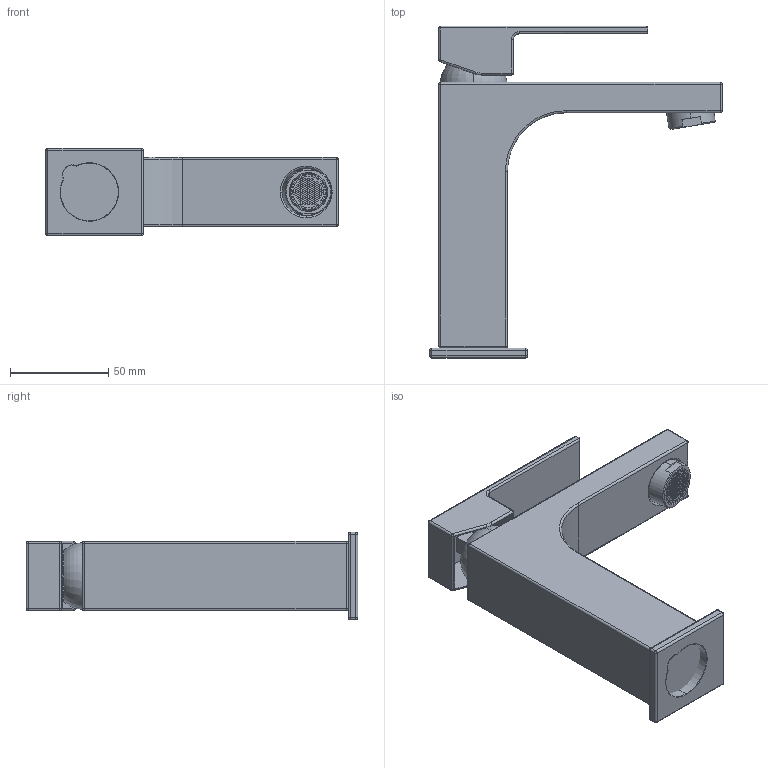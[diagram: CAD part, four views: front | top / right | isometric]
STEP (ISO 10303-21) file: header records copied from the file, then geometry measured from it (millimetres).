
FILE_DESCRIPTION (( 'STEP AP214' ), '1' );
FILE_NAME ('0002003205.STEP', '2023-06-01T11:20:42', ( '' ), ( '' ), 'SwSTEP 2.0', 'SolidWorks 2018', '' );
FILE_SCHEMA (( 'AUTOMOTIVE_DESIGN' ));
Length unit declared in the file: millimetre
Products named in the file (10): Copia di cartuccia diam.25^0002003205; CAPPUCCIO 20032; 92400; Copia di 92400 retina filtro^92400; Copia di 0000092400^92400; 0002003205; 0000120002; 0102003000; Copia di ghiera premicartuccia lavabo H-uno^0002003205; Copia di base H-uno^0002003205
Assembly tree (9 placements, depth 3):
  0002003205
    0102003000
    92400
      Copia di 0000092400^92400
      Copia di 92400 retina filtro^92400
    Copia di base H-uno^0002003205
    Copia di cartuccia diam.25^0002003205
    Copia di ghiera premicartuccia lavabo H-uno^0002003205
    CAPPUCCIO 20032
    0000120002
Bounding box: 149 x 169.3 x 44.8 mm (x, y, z)
Volume: 271035.6 mm3; surface area: 66448.3 mm2
Topology: 9 solids, 9 shells, 834 faces, 2042 edges, 1260 vertices
Faces by surface type: plane 532, cylinder 119, torus 96, cone 57, sphere 26, bspline 4
Entity records: 24678 total; most frequent: CARTESIAN_POINT 4447, DIRECTION 4181, ORIENTED_EDGE 4034, EDGE_CURVE 2017, LINE 1463, VECTOR 1463, AXIS2_PLACEMENT_3D 1359, VERTEX_POINT 1259
